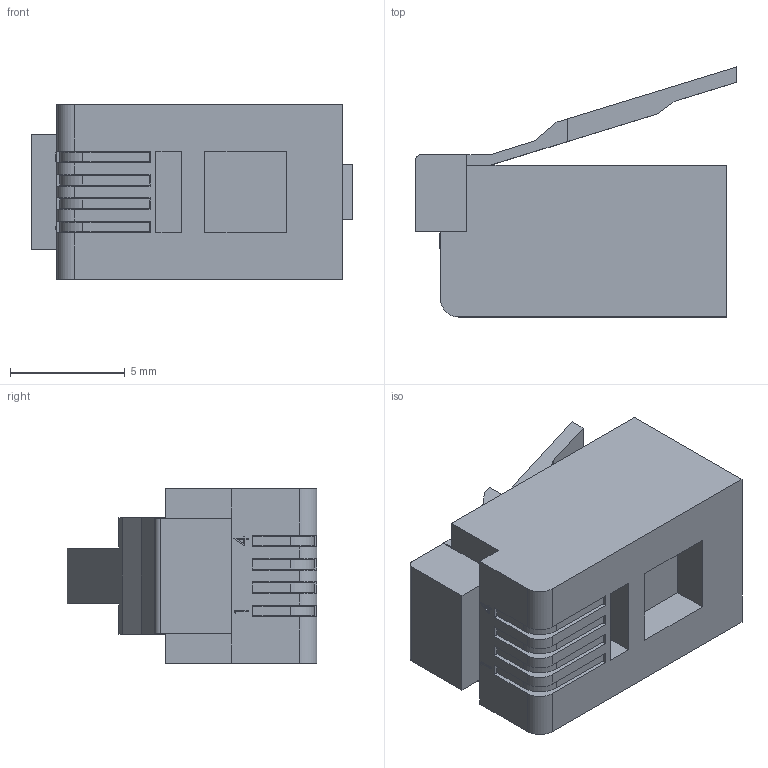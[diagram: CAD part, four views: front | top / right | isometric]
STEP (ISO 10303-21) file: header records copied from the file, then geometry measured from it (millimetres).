
FILE_DESCRIPTION (( 'STEP AP203' ), '1' );
FILE_NAME ('TSP3044.STEP', '2006-06-30T18:56:37', ( ' ' ), ( ' ' ), 'SwSTEP 2.0', 'SolidWorks 2005354', '' );
FILE_SCHEMA (( 'CONFIG_CONTROL_DESIGN' ));
Length unit declared in the file: inch
Products named in the file (1): TSP3044
Bounding box: 13.97 x 10.88 x 7.62 mm (x, y, z)
Volume: 527 mm3; surface area: 913.3 mm2
Topology: 1 solids, 1 shells, 117 faces, 309 edges, 204 vertices
Faces by surface type: plane 103, cylinder 14
Entity records: 3634 total; most frequent: CARTESIAN_POINT 643, ORIENTED_EDGE 618, DIRECTION 561, EDGE_CURVE 309, VECTOR 285, LINE 285, VERTEX_POINT 204, AXIS2_PLACEMENT_3D 138
